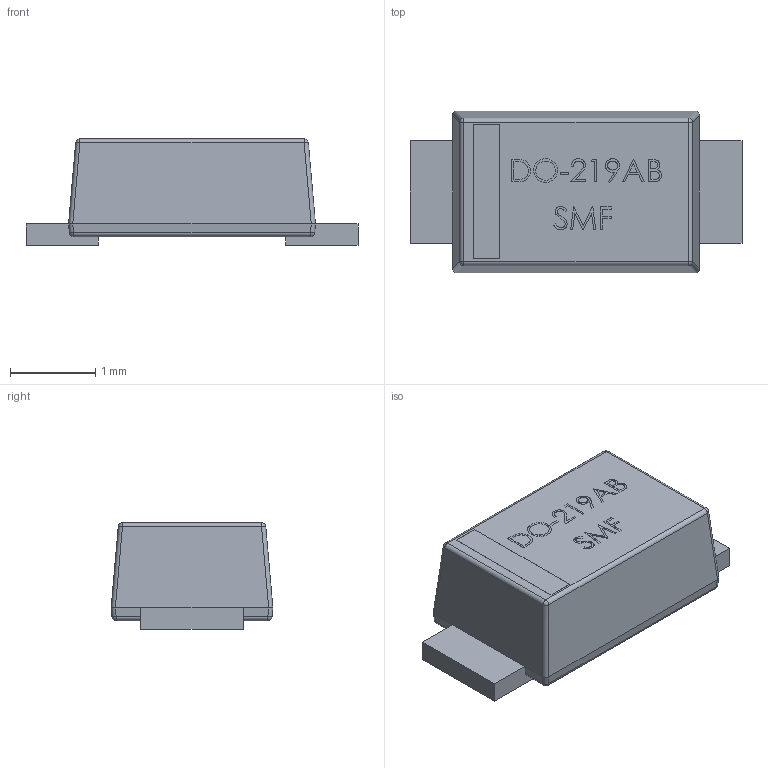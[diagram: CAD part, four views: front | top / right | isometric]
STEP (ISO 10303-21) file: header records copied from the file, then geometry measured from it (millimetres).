
FILE_DESCRIPTION(('FreeCAD Model'),'2;1');
FILE_NAME('User Library-DO-219AB SMF_sp.step', '2017-11-29T23:40:16',('kicad StepUp'),('ksu MCAD'), 'Open CASCADE STEP processor 6.8','FreeCAD','Unknown');
FILE_SCHEMA(('AUTOMOTIVE_DESIGN_CC2 { 1 2 10303 214 -1 1 5 4 }'));
Length unit declared in the file: millimetre
Products named in the file (1): User_Library-DO-219AB_SMF_sp
Bounding box: 3.9 x 1.9 x 1.25 mm (x, y, z)
Volume: 6.3 mm3; surface area: 24 mm2
Topology: 1 solids, 1 shells, 196 faces, 492 edges, 316 vertices
Faces by surface type: plane 116, bspline 54, cylinder 18, sphere 8
Entity records: 10146 total; most frequent: CARTESIAN_POINT 4439, ORIENTED_EDGE 984, DIRECTION 694, EDGE_CURVE 492, LINE 352, VECTOR 352, VERTEX_POINT 316, FACE_BOUND 214
